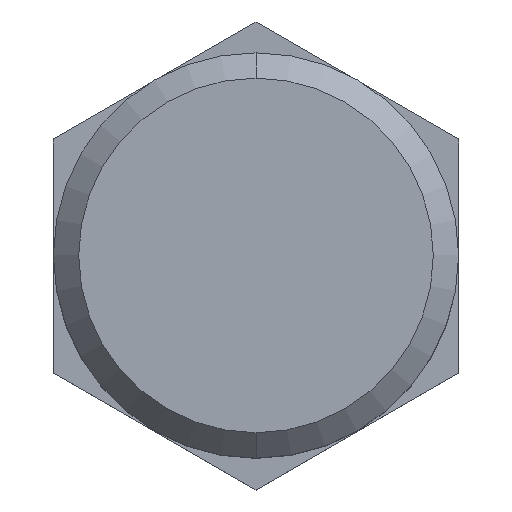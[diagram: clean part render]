
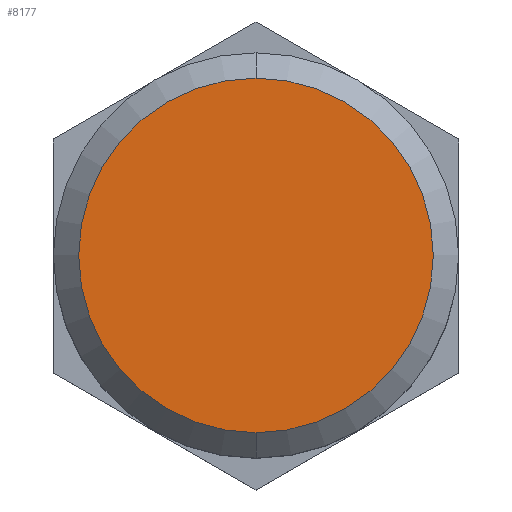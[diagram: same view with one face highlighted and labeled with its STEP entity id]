
A CAD part, top view. The second image highlights one B-rep face of the part: STEP entity #8177.
In plain terms, the highlighted planar face has unit normal (0, 0, 1).
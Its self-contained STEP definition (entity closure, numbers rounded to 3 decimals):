
#742 = CARTESIAN_POINT ( 'NONE',  ( 0., 0., 0. ) ) ;
#743 = DIRECTION ( 'NONE',  ( 0., 0., -1. ) ) ;
#744 = DIRECTION ( 'NONE',  ( 0., 1., 0. ) ) ;
#811 = CARTESIAN_POINT ( 'NONE',  ( 0., 0., 0. ) ) ;
#815 = DIRECTION ( 'NONE',  ( 0., 0., -1. ) ) ;
#816 = DIRECTION ( 'NONE',  ( 0., 1., 0. ) ) ;
#1013 = FACE_OUTER_BOUND ( 'NONE', #1288, .T. ) ;
#1016 = AXIS2_PLACEMENT_3D ( 'NONE', #3265, #3266, #3267 ) ;
#1288 = EDGE_LOOP ( 'NONE', ( #1594, #1595 ) ) ;
#1594 = ORIENTED_EDGE ( 'NONE', *, *, #3363, .F. ) ;
#1595 = ORIENTED_EDGE ( 'NONE', *, *, #3387, .F. ) ;
#1946 = CIRCLE ( 'NONE', #7998, 14. ) ;
#1956 = CIRCLE ( 'NONE', #8023, 14. ) ;
#2179 = CARTESIAN_POINT ( 'NONE',  ( 0., 14., 0. ) ) ;
#2180 = CARTESIAN_POINT ( 'NONE',  ( 0., -14., 0. ) ) ;
#3264 = PLANE ( 'NONE',  #1016 ) ;
#3265 = CARTESIAN_POINT ( 'NONE',  ( 0., 0., 0. ) ) ;
#3266 = DIRECTION ( 'NONE',  ( 0., 0., -1. ) ) ;
#3267 = DIRECTION ( 'NONE',  ( 0., 1., 0. ) ) ;
#3363 = EDGE_CURVE ( 'NONE', #6417, #6418, #1946, .T. ) ;
#3387 = EDGE_CURVE ( 'NONE', #6418, #6417, #1956, .T. ) ;
#6417 = VERTEX_POINT ( 'NONE', #2179 ) ;
#6418 = VERTEX_POINT ( 'NONE', #2180 ) ;
#7998 = AXIS2_PLACEMENT_3D ( 'NONE', #742, #743, #744 ) ;
#8023 = AXIS2_PLACEMENT_3D ( 'NONE', #811, #815, #816 ) ;
#8177 = ADVANCED_FACE ( 'NONE', ( #1013 ), #3264, .F. ) ;
